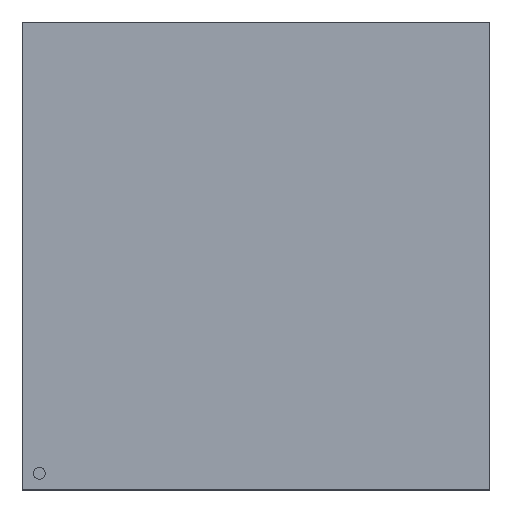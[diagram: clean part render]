
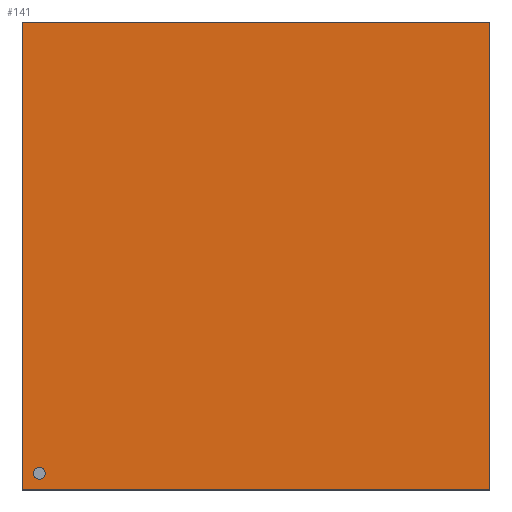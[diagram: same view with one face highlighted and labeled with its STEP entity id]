
A CAD part, top view. The second image highlights one B-rep face of the part: STEP entity #141.
In plain terms, the highlighted planar face has unit normal (0, 0, 1).
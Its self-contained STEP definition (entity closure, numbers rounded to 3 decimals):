
#15=FACE_BOUND('',#59,.T.);
#19=LINE('',#226,#32);
#23=LINE('',#233,#36);
#27=LINE('',#241,#40);
#28=LINE('',#243,#41);
#32=VECTOR('',#187,10.);
#36=VECTOR('',#193,10.);
#40=VECTOR('',#201,10.);
#41=VECTOR('',#204,10.);
#50=FACE_OUTER_BOUND('',#58,.T.);
#58=EDGE_LOOP('',(#121,#122,#123,#124));
#59=EDGE_LOOP('',(#125,#126));
#62=CIRCLE('',#160,0.1);
#63=CIRCLE('',#161,0.1);
#66=VERTEX_POINT('',#214);
#67=VERTEX_POINT('',#215);
#70=VERTEX_POINT('',#223);
#71=VERTEX_POINT('',#225);
#73=VERTEX_POINT('',#231);
#75=VERTEX_POINT('',#239);
#78=EDGE_CURVE('',#66,#67,#62,.T.);
#79=EDGE_CURVE('',#67,#66,#63,.T.);
#83=EDGE_CURVE('',#70,#71,#19,.T.);
#87=EDGE_CURVE('',#70,#73,#23,.T.);
#91=EDGE_CURVE('',#73,#75,#27,.T.);
#92=EDGE_CURVE('',#75,#71,#28,.T.);
#121=ORIENTED_EDGE('',*,*,#87,.T.);
#122=ORIENTED_EDGE('',*,*,#91,.T.);
#123=ORIENTED_EDGE('',*,*,#92,.T.);
#124=ORIENTED_EDGE('',*,*,#83,.F.);
#125=ORIENTED_EDGE('',*,*,#78,.T.);
#126=ORIENTED_EDGE('',*,*,#79,.T.);
#133=PLANE('',#167);
#141=ADVANCED_FACE('',(#50,#15),#133,.T.);
#160=AXIS2_PLACEMENT_3D('',#216,#178,#179);
#161=AXIS2_PLACEMENT_3D('',#217,#180,#181);
#167=AXIS2_PLACEMENT_3D('',#244,#205,#206);
#178=DIRECTION('center_axis',(0.,0.,-1.));
#179=DIRECTION('ref_axis',(1.,0.,0.));
#180=DIRECTION('center_axis',(0.,0.,-1.));
#181=DIRECTION('ref_axis',(1.,0.,0.));
#187=DIRECTION('',(0.,-1.,0.));
#193=DIRECTION('',(-1.,0.,0.));
#201=DIRECTION('',(0.,-1.,0.));
#204=DIRECTION('',(1.,0.,0.));
#205=DIRECTION('center_axis',(0.,0.,1.));
#206=DIRECTION('ref_axis',(1.,0.,0.));
#214=CARTESIAN_POINT('',(0.394,0.282,0.9));
#215=CARTESIAN_POINT('',(0.194,0.282,0.9));
#216=CARTESIAN_POINT('Origin',(0.294,0.282,0.9));
#217=CARTESIAN_POINT('Origin',(0.294,0.282,0.9));
#223=CARTESIAN_POINT('',(8.,8.,0.9));
#225=CARTESIAN_POINT('',(8.,0.,0.9));
#226=CARTESIAN_POINT('',(8.,2.,0.9));
#231=CARTESIAN_POINT('',(0.,8.,0.9));
#233=CARTESIAN_POINT('',(8.,8.,0.9));
#239=CARTESIAN_POINT('',(0.,0.,0.9));
#241=CARTESIAN_POINT('',(0.,8.,0.9));
#243=CARTESIAN_POINT('',(0.,0.,0.9));
#244=CARTESIAN_POINT('Origin',(4.,4.,0.9));
